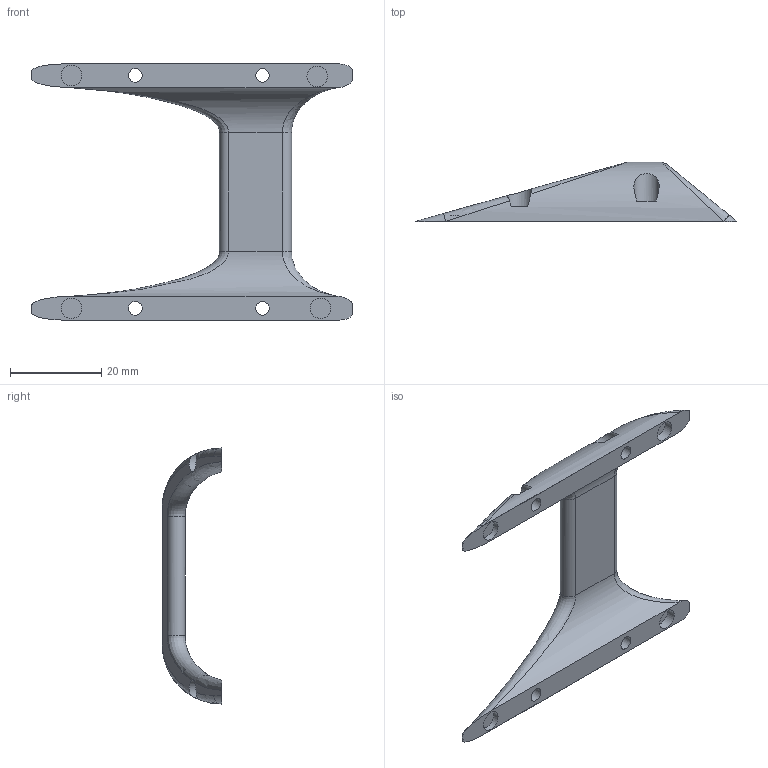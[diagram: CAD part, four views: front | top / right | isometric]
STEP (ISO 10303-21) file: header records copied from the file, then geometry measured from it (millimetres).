
FILE_DESCRIPTION(/* description */ ('STEP AP242','CAx-IF Rec.Pracs.---Representation and Presentation of Product Manufacturing Information (PMI)---4.0---2014-10-13','CAx-IF Rec.Pracs.---3D Tessellated Geometry---0.4---2014-09-14','2;1'),/* implementation_level */ '2;1');
FILE_NAME(/* name */ '67913756fef7d86fde89089d',/* time_stamp */ '2025-01-22T18:22:14Z',/* author */ (''),/* organization */ (''),/* preprocessor_version */ 'ST-DEVELOPER v20',/* originating_system */ 'ONSHAPE BY PTC INC, 1.192',/* authorisation */ ' ');
FILE_SCHEMA (('AP242_MANAGED_MODEL_BASED_3D_ENGINEERING_MIM_LF { 1 0 10303 442 1 1 4 }'));
Length unit declared in the file: metre
Products named in the file (1): Cut012
Bounding box: 70.42 x 13.01 x 56 mm (x, y, z)
Volume: 8081.3 mm3; surface area: 5032.7 mm2
Topology: 1 solids, 1 shells, 52 faces, 120 edges, 76 vertices
Faces by surface type: cylinder 24, plane 18, bspline 10
Full cylindrical faces by diameter (mm): 3 x4, 4.5 x4
Entity records: 6907 total; most frequent: CARTESIAN_POINT 5797, ORIENTED_EDGE 224, DIRECTION 196, EDGE_CURVE 112, AXIS2_PLACEMENT_3D 81, VERTEX_POINT 76, EDGE_LOOP 74, FACE_BOUND 74
